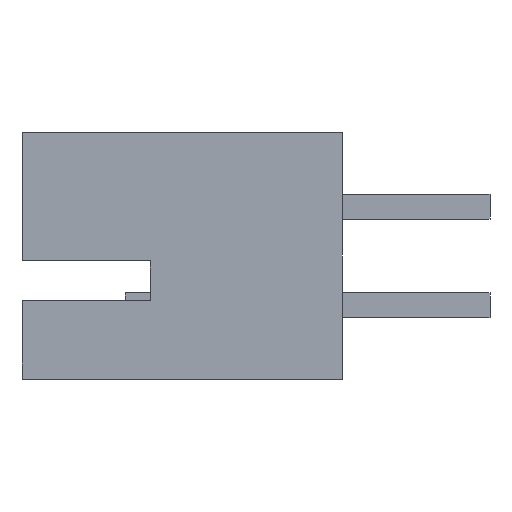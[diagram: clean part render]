
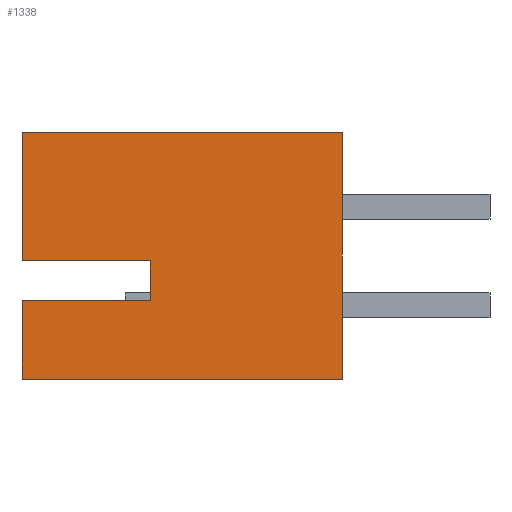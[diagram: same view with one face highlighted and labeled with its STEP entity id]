
A CAD part, left-side view. The second image highlights one B-rep face of the part: STEP entity #1338.
In plain terms, the highlighted planar face has unit normal (-1, 0, 0).
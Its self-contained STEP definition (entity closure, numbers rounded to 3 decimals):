
#1160 = EDGE_CURVE ( 'NONE', #1464, #1174, #4922, .T. ) ;
#1174 = VERTEX_POINT ( 'NONE', #4961 ) ;
#1273 = VERTEX_POINT ( 'NONE', #5131 ) ;
#1324 = EDGE_CURVE ( 'NONE', #1273, #1481, #5189, .T. ) ;
#1338 = ADVANCED_FACE ( 'NONE', ( #5168 ), #5231, .T. ) ;
#1339 = EDGE_LOOP ( 'NONE', ( #1340, #1436, #1437, #1438, #1439, #1440, #1441, #1379 ) ) ;
#1340 = ORIENTED_EDGE ( 'NONE', *, *, #1341, .F. ) ;
#1341 = EDGE_CURVE ( 'NONE', #1413, #1342, #5226, .T. ) ;
#1342 = VERTEX_POINT ( 'NONE', #5222 ) ;
#1357 = EDGE_CURVE ( 'NONE', #1174, #1273, #5262, .T. ) ;
#1379 = ORIENTED_EDGE ( 'NONE', *, *, #1380, .F. ) ;
#1380 = EDGE_CURVE ( 'NONE', #1342, #1443, #5289, .T. ) ;
#1413 = VERTEX_POINT ( 'NONE', #5359 ) ;
#1428 = EDGE_CURVE ( 'NONE', #1481, #1413, #5331, .T. ) ;
#1436 = ORIENTED_EDGE ( 'NONE', *, *, #1428, .F. ) ;
#1437 = ORIENTED_EDGE ( 'NONE', *, *, #1324, .F. ) ;
#1438 = ORIENTED_EDGE ( 'NONE', *, *, #1357, .F. ) ;
#1439 = ORIENTED_EDGE ( 'NONE', *, *, #1160, .F. ) ;
#1440 = ORIENTED_EDGE ( 'NONE', *, *, #1463, .F. ) ;
#1441 = ORIENTED_EDGE ( 'NONE', *, *, #1442, .F. ) ;
#1442 = EDGE_CURVE ( 'NONE', #1443, #1461, #5378, .T. ) ;
#1443 = VERTEX_POINT ( 'NONE', #5374 ) ;
#1461 = VERTEX_POINT ( 'NONE', #5418 ) ;
#1463 = EDGE_CURVE ( 'NONE', #1461, #1464, #5417, .T. ) ;
#1464 = VERTEX_POINT ( 'NONE', #5413 ) ;
#1481 = VERTEX_POINT ( 'NONE', #5433 ) ;
#4919 = DIRECTION ( 'NONE',  ( 0., -1., 0. ) ) ;
#4920 = VECTOR ( 'NONE', #4919, 1000. ) ;
#4921 = CARTESIAN_POINT ( 'NONE',  ( -6.95, 0., 2.5 ) ) ;
#4922 = LINE ( 'NONE', #4921, #4920 ) ;
#4961 = CARTESIAN_POINT ( 'NONE',  ( -6.95, 0., 2.5 ) ) ;
#5131 = CARTESIAN_POINT ( 'NONE',  ( -6.95, 0., -2.5 ) ) ;
#5168 = FACE_OUTER_BOUND ( 'NONE', #1339, .T. ) ;
#5186 = DIRECTION ( 'NONE',  ( 0., 1., 0. ) ) ;
#5187 = VECTOR ( 'NONE', #5186, 1000. ) ;
#5188 = CARTESIAN_POINT ( 'NONE',  ( -6.95, 0., -2.5 ) ) ;
#5189 = LINE ( 'NONE', #5188, #5187 ) ;
#5222 = CARTESIAN_POINT ( 'NONE',  ( -6.95, 3.9, -0.9 ) ) ;
#5223 = DIRECTION ( 'NONE',  ( 0., -1., 0. ) ) ;
#5224 = VECTOR ( 'NONE', #5223, 1000. ) ;
#5225 = CARTESIAN_POINT ( 'NONE',  ( -6.95, 6.5, -0.9 ) ) ;
#5226 = LINE ( 'NONE', #5225, #5224 ) ;
#5227 = DIRECTION ( 'NONE',  ( 0., 0., 1. ) ) ;
#5228 = DIRECTION ( 'NONE',  ( -1., 0., 0. ) ) ;
#5229 = CARTESIAN_POINT ( 'NONE',  ( -6.95, 6.5, 2.5 ) ) ;
#5230 = AXIS2_PLACEMENT_3D ( 'NONE', #5229, #5228, #5227 ) ;
#5231 = PLANE ( 'NONE',  #5230 ) ;
#5259 = DIRECTION ( 'NONE',  ( 0., 0., -1. ) ) ;
#5260 = VECTOR ( 'NONE', #5259, 1000. ) ;
#5261 = CARTESIAN_POINT ( 'NONE',  ( -6.95, 0., 2.5 ) ) ;
#5262 = LINE ( 'NONE', #5261, #5260 ) ;
#5286 = DIRECTION ( 'NONE',  ( 0., 0., 1. ) ) ;
#5287 = VECTOR ( 'NONE', #5286, 1000. ) ;
#5288 = CARTESIAN_POINT ( 'NONE',  ( -6.95, 3.9, -0.9 ) ) ;
#5289 = LINE ( 'NONE', #5288, #5287 ) ;
#5328 = DIRECTION ( 'NONE',  ( 0., 0., 1. ) ) ;
#5329 = VECTOR ( 'NONE', #5328, 1000. ) ;
#5330 = CARTESIAN_POINT ( 'NONE',  ( -6.95, 6.5, 2.5 ) ) ;
#5331 = LINE ( 'NONE', #5330, #5329 ) ;
#5359 = CARTESIAN_POINT ( 'NONE',  ( -6.95, 6.5, -0.9 ) ) ;
#5374 = CARTESIAN_POINT ( 'NONE',  ( -6.95, 3.9, -0.1 ) ) ;
#5375 = DIRECTION ( 'NONE',  ( 0., 1., 0. ) ) ;
#5376 = VECTOR ( 'NONE', #5375, 1000. ) ;
#5377 = CARTESIAN_POINT ( 'NONE',  ( -6.95, 6.5, -0.1 ) ) ;
#5378 = LINE ( 'NONE', #5377, #5376 ) ;
#5413 = CARTESIAN_POINT ( 'NONE',  ( -6.95, 6.5, 2.5 ) ) ;
#5414 = DIRECTION ( 'NONE',  ( 0., 0., 1. ) ) ;
#5415 = VECTOR ( 'NONE', #5414, 1000. ) ;
#5416 = CARTESIAN_POINT ( 'NONE',  ( -6.95, 6.5, 2.5 ) ) ;
#5417 = LINE ( 'NONE', #5416, #5415 ) ;
#5418 = CARTESIAN_POINT ( 'NONE',  ( -6.95, 6.5, -0.1 ) ) ;
#5433 = CARTESIAN_POINT ( 'NONE',  ( -6.95, 6.5, -2.5 ) ) ;
